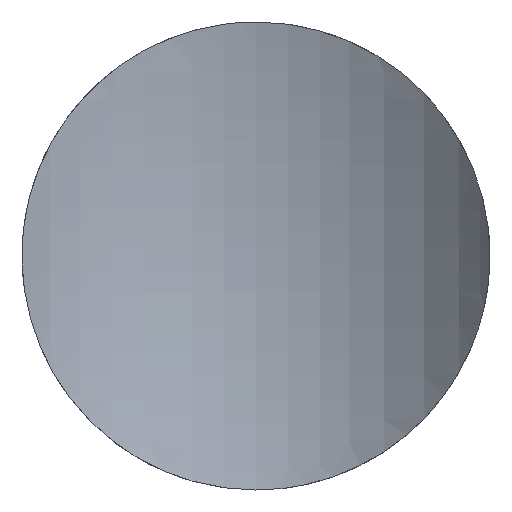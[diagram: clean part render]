
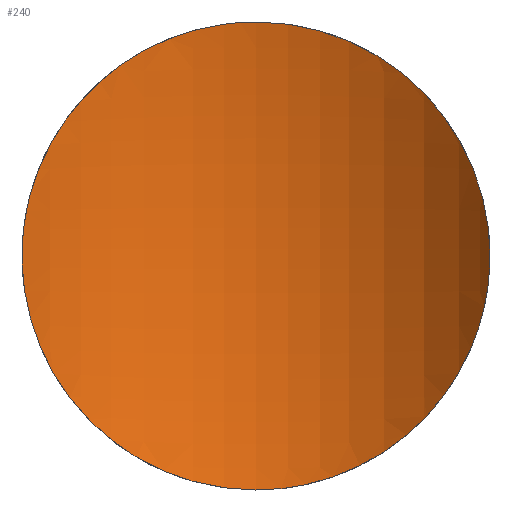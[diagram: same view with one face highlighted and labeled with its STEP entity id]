
A CAD part, left-side view. The second image highlights one B-rep face of the part: STEP entity #240.
In plain terms, the highlighted toroidal (fillet/blend) face has major radius 12.5 mm and minor radius 3 mm.
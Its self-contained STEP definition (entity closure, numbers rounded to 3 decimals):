
#2 = CARTESIAN_POINT ( 'NONE',  ( 14.353, 5.358, 0.326 ) ) ;
#18 = EDGE_LOOP ( 'NONE', ( #113, #284 ) ) ;
#19 = CARTESIAN_POINT ( 'NONE',  ( 0., 3., 0. ) ) ;
#21 = CARTESIAN_POINT ( 'NONE',  ( 14.823, 1.202, 1.558 ) ) ;
#38 = CARTESIAN_POINT ( 'NONE',  ( 15.233, 2.209, 2.245 ) ) ;
#40 = DIRECTION ( 'NONE',  ( 0., 0., -1. ) ) ;
#48 = CARTESIAN_POINT ( 'NONE',  ( 14.763, 1.111, -1.448 ) ) ;
#50 = CARTESIAN_POINT ( 'NONE',  ( 15.233, 3.792, -2.244 ) ) ;
#58 = CARTESIAN_POINT ( 'NONE',  ( 14.469, 5.247, 0.784 ) ) ;
#62 = B_SPLINE_CURVE_WITH_KNOTS ( 'NONE', 3,
 ( #172, #86, #260, #118, #50, #175, #121, #343, #89, #183, #300, #104, #69, #163, #355, #186, #2, #357, #58, #325, #303, #274, #97, #202, #153, #317, #319, #134, #293, #315 ),
 .UNSPECIFIED., .F., .F.,
 ( 4, 2, 2, 2, 2, 2, 2, 2, 2, 2, 2, 2, 2, 2, 4 ),
 ( 0.005, 0.005, 0.006, 0.007, 0.007, 0.008, 0.008, 0.009, 0.009, 0.01, 0.01, 0.011, 0.012, 0.012, 0.013 ),
 .UNSPECIFIED. ) ;
#69 = CARTESIAN_POINT ( 'NONE',  ( 14.42, 5.295, -0.632 ) ) ;
#76 = CARTESIAN_POINT ( 'NONE',  ( 14.467, 0.751, 0.778 ) ) ;
#83 = CARTESIAN_POINT ( 'NONE',  ( 15.306, 2.678, -2.358 ) ) ;
#86 = CARTESIAN_POINT ( 'NONE',  ( 15.317, 3.163, -2.375 ) ) ;
#89 = CARTESIAN_POINT ( 'NONE',  ( 14.76, 4.893, -1.443 ) ) ;
#92 = CARTESIAN_POINT ( 'NONE',  ( 15.317, 3., -2.375 ) ) ;
#97 = CARTESIAN_POINT ( 'NONE',  ( 14.825, 4.796, 1.561 ) ) ;
#103 = VERTEX_POINT ( 'NONE', #92 ) ;
#104 = CARTESIAN_POINT ( 'NONE',  ( 14.468, 5.248, -0.782 ) ) ;
#106 = CARTESIAN_POINT ( 'NONE',  ( 15.317, 3., 2.375 ) ) ;
#110 = CARTESIAN_POINT ( 'NONE',  ( 15.306, 2.677, 2.359 ) ) ;
#112 = CARTESIAN_POINT ( 'NONE',  ( 14.761, 1.108, 1.443 ) ) ;
#113 = ORIENTED_EDGE ( 'NONE', *, *, #232, .F. ) ;
#114 = CARTESIAN_POINT ( 'NONE',  ( 15.317, 3., -2.375 ) ) ;
#118 = CARTESIAN_POINT ( 'NONE',  ( 15.264, 3.638, -2.293 ) ) ;
#121 = CARTESIAN_POINT ( 'NONE',  ( 15.005, 4.481, -1.881 ) ) ;
#131 = EDGE_CURVE ( 'NONE', #103, #289, #62, .T. ) ;
#134 = CARTESIAN_POINT ( 'NONE',  ( 15.306, 3.325, 2.358 ) ) ;
#135 = CARTESIAN_POINT ( 'NONE',  ( 15.003, 1.53, 1.872 ) ) ;
#137 = FACE_OUTER_BOUND ( 'NONE', #18, .T. ) ;
#145 = CARTESIAN_POINT ( 'NONE',  ( 14.333, 0.625, -0.164 ) ) ;
#153 = CARTESIAN_POINT ( 'NONE',  ( 15.115, 4.228, 2.057 ) ) ;
#162 = TOROIDAL_SURFACE ( 'NONE', #304, 12.5, 3. ) ;
#163 = CARTESIAN_POINT ( 'NONE',  ( 14.352, 5.358, -0.322 ) ) ;
#165 = CARTESIAN_POINT ( 'NONE',  ( 14.826, 1.206, -1.564 ) ) ;
#166 = CARTESIAN_POINT ( 'NONE',  ( 14.945, 1.413, 1.773 ) ) ;
#168 = CARTESIAN_POINT ( 'NONE',  ( 15.117, 1.778, -2.061 ) ) ;
#171 = CARTESIAN_POINT ( 'NONE',  ( 15.317, 3., 2.375 ) ) ;
#172 = CARTESIAN_POINT ( 'NONE',  ( 15.317, 3., -2.375 ) ) ;
#175 = CARTESIAN_POINT ( 'NONE',  ( 15.116, 4.225, -2.059 ) ) ;
#183 = CARTESIAN_POINT ( 'NONE',  ( 14.637, 5.058, -1.194 ) ) ;
#186 = CARTESIAN_POINT ( 'NONE',  ( 14.333, 5.375, 0.164 ) ) ;
#188 = CARTESIAN_POINT ( 'NONE',  ( 15.317, 2.837, -2.375 ) ) ;
#190 = CARTESIAN_POINT ( 'NONE',  ( 14.419, 0.705, 0.631 ) ) ;
#197 = CARTESIAN_POINT ( 'NONE',  ( 14.576, 0.869, 1.06 ) ) ;
#202 = CARTESIAN_POINT ( 'NONE',  ( 15.007, 4.478, 1.884 ) ) ;
#218 = CARTESIAN_POINT ( 'NONE',  ( 15.234, 2.21, -2.245 ) ) ;
#232 = EDGE_CURVE ( 'NONE', #289, #103, #288, .T. ) ;
#240 = ADVANCED_FACE ( 'NONE', ( #137 ), #162, .F. ) ;
#250 = CARTESIAN_POINT ( 'NONE',  ( 14.353, 0.642, -0.328 ) ) ;
#253 = CARTESIAN_POINT ( 'NONE',  ( 14.351, 0.641, 0.317 ) ) ;
#260 = CARTESIAN_POINT ( 'NONE',  ( 15.306, 3.324, -2.358 ) ) ;
#274 = CARTESIAN_POINT ( 'NONE',  ( 14.762, 4.89, 1.446 ) ) ;
#284 = ORIENTED_EDGE ( 'NONE', *, *, #131, .F. ) ;
#285 = CARTESIAN_POINT ( 'NONE',  ( 15.155, 1.92, 2.121 ) ) ;
#287 = CARTESIAN_POINT ( 'NONE',  ( 15.264, 2.36, 2.293 ) ) ;
#288 = B_SPLINE_CURVE_WITH_KNOTS ( 'NONE', 3,
 ( #171, #365, #110, #287, #38, #285, #360, #135, #166, #21, #112, #358, #197, #76, #190, #253, #334, #145, #250, #311, #305, #309, #336, #48, #165, #338, #168, #218, #363, #83, #188, #114 ),
 .UNSPECIFIED., .F., .F.,
 ( 4, 2, 2, 2, 2, 2, 2, 2, 2, 2, 2, 2, 2, 2, 2, 4 ),
 ( 0.013, 0.013, 0.014, 0.014, 0.015, 0.015, 0.016, 0.016, 0.017, 0.017, 0.018, 0.018, 0.019, 0.02, 0.02, 0.02 ),
 .UNSPECIFIED. ) ;
#289 = VERTEX_POINT ( 'NONE', #106 ) ;
#293 = CARTESIAN_POINT ( 'NONE',  ( 15.317, 3.161, 2.375 ) ) ;
#300 = CARTESIAN_POINT ( 'NONE',  ( 14.577, 5.129, -1.063 ) ) ;
#303 = CARTESIAN_POINT ( 'NONE',  ( 14.639, 5.055, 1.199 ) ) ;
#304 = AXIS2_PLACEMENT_3D ( 'NONE', #19, #307, #40 ) ;
#305 = CARTESIAN_POINT ( 'NONE',  ( 14.47, 0.754, -0.787 ) ) ;
#307 = DIRECTION ( 'NONE',  ( 0., -1., 0. ) ) ;
#309 = CARTESIAN_POINT ( 'NONE',  ( 14.579, 0.873, -1.067 ) ) ;
#311 = CARTESIAN_POINT ( 'NONE',  ( 14.421, 0.707, -0.637 ) ) ;
#315 = CARTESIAN_POINT ( 'NONE',  ( 15.317, 3., 2.375 ) ) ;
#317 = CARTESIAN_POINT ( 'NONE',  ( 15.234, 3.791, 2.245 ) ) ;
#319 = CARTESIAN_POINT ( 'NONE',  ( 15.264, 3.639, 2.293 ) ) ;
#325 = CARTESIAN_POINT ( 'NONE',  ( 14.578, 5.128, 1.066 ) ) ;
#334 = CARTESIAN_POINT ( 'NONE',  ( 14.333, 0.625, 0.158 ) ) ;
#336 = CARTESIAN_POINT ( 'NONE',  ( 14.639, 0.944, -1.199 ) ) ;
#338 = CARTESIAN_POINT ( 'NONE',  ( 15.006, 1.522, -1.883 ) ) ;
#343 = CARTESIAN_POINT ( 'NONE',  ( 14.824, 4.797, -1.56 ) ) ;
#355 = CARTESIAN_POINT ( 'NONE',  ( 14.333, 5.375, -0.158 ) ) ;
#357 = CARTESIAN_POINT ( 'NONE',  ( 14.421, 5.293, 0.637 ) ) ;
#358 = CARTESIAN_POINT ( 'NONE',  ( 14.637, 0.942, 1.194 ) ) ;
#360 = CARTESIAN_POINT ( 'NONE',  ( 15.108, 1.782, 2.045 ) ) ;
#363 = CARTESIAN_POINT ( 'NONE',  ( 15.265, 2.365, -2.294 ) ) ;
#365 = CARTESIAN_POINT ( 'NONE',  ( 15.317, 2.839, 2.375 ) ) ;
